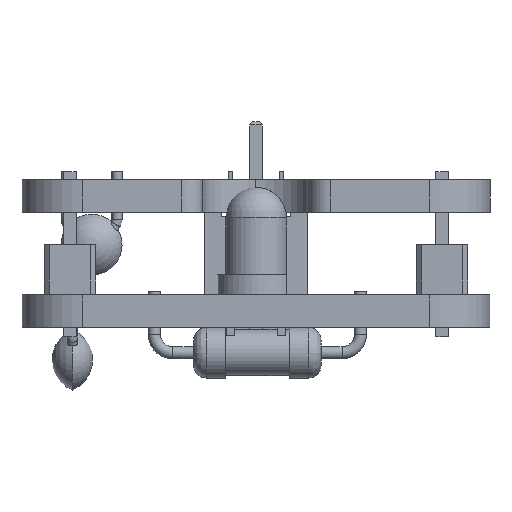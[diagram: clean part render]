
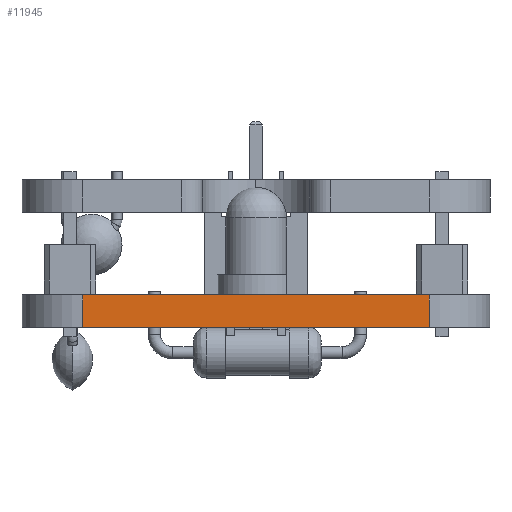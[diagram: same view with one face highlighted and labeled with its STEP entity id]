
A CAD part, front view. The second image highlights one B-rep face of the part: STEP entity #11945.
In plain terms, the highlighted planar face has unit normal (0, -1, 0).
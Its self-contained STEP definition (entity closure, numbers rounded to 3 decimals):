
#1191=FACE_OUTER_BOUND('',#1829,.T.);
#1829=EDGE_LOOP('',(#8149,#8150,#8151,#8152));
#2651=LINE('',#16810,#4047);
#2652=LINE('',#16812,#4048);
#2653=LINE('',#16814,#4049);
#2654=LINE('',#16815,#4050);
#4047=VECTOR('',#13607,1.);
#4048=VECTOR('',#13608,1.);
#4049=VECTOR('',#13609,1.);
#4050=VECTOR('',#13610,1.);
#5443=VERTEX_POINT('',#16808);
#5444=VERTEX_POINT('',#16809);
#5445=VERTEX_POINT('',#16811);
#5446=VERTEX_POINT('',#16813);
#6514=EDGE_CURVE('',#5443,#5444,#2651,.T.);
#6515=EDGE_CURVE('',#5444,#5445,#2652,.T.);
#6516=EDGE_CURVE('',#5446,#5445,#2653,.T.);
#6517=EDGE_CURVE('',#5443,#5446,#2654,.T.);
#8149=ORIENTED_EDGE('',*,*,#6514,.T.);
#8150=ORIENTED_EDGE('',*,*,#6515,.T.);
#8151=ORIENTED_EDGE('',*,*,#6516,.F.);
#8152=ORIENTED_EDGE('',*,*,#6517,.F.);
#11419=PLANE('',#12696);
#11945=ADVANCED_FACE('',(#1191),#11419,.T.);
#12696=AXIS2_PLACEMENT_3D('',#16807,#13605,#13606);
#13605=DIRECTION('center_axis',(0.,-1.,0.));
#13606=DIRECTION('ref_axis',(1.,0.,0.));
#13607=DIRECTION('',(0.,0.,-1.));
#13608=DIRECTION('',(1.,0.,0.));
#13609=DIRECTION('',(0.,0.,-1.));
#13610=DIRECTION('',(1.,0.,0.));
#16807=CARTESIAN_POINT('Origin',(103.167,-94.342,0.));
#16808=CARTESIAN_POINT('',(103.167,-94.342,0.));
#16809=CARTESIAN_POINT('',(103.167,-94.342,-1.6));
#16810=CARTESIAN_POINT('',(103.167,-94.342,0.));
#16811=CARTESIAN_POINT('',(120.245,-94.342,-1.6));
#16812=CARTESIAN_POINT('',(103.167,-94.342,-1.6));
#16813=CARTESIAN_POINT('',(120.245,-94.342,0.));
#16814=CARTESIAN_POINT('',(120.245,-94.342,0.));
#16815=CARTESIAN_POINT('',(103.167,-94.342,0.));
